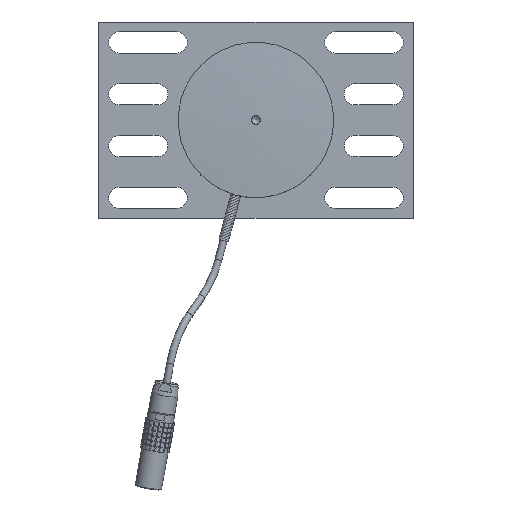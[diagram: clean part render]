
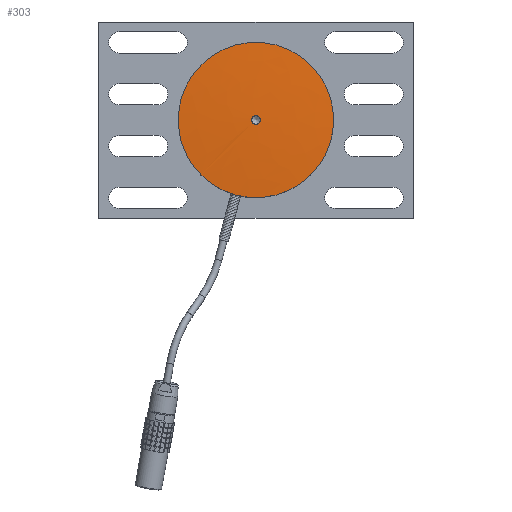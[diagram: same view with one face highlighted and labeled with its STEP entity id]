
A CAD part, top view. The second image highlights one B-rep face of the part: STEP entity #303.
In plain terms, the highlighted free-form (B-spline) face has degree [2, 2] with [3, 9] control points.
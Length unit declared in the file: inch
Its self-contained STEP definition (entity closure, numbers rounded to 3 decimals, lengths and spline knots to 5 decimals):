
#169=CARTESIAN_POINT('',(6.52311,4.49213,0.99));
#170=VERTEX_POINT('',#169);
#171=CARTESIAN_POINT('',(6.52311,4.49213,0.0));
#172=DIRECTION('',(0.0,-1.0,0.0));
#173=DIRECTION('',(1.0,0.0,0.0));
#174=AXIS2_PLACEMENT_3D('',#171,#172,#173);
#175=CIRCLE('',#174,0.99);
#176=EDGE_CURVE('',#170,#170,#175,.T.);
#254=CARTESIAN_POINT('',(5.53311,4.49213,0.));
#255=CARTESIAN_POINT('',(6.0004,4.51857,0.));
#256=CARTESIAN_POINT('',(6.46841,4.52312,0.));
#257=CARTESIAN_POINT('',(5.53311,4.49213,-0.99));
#258=CARTESIAN_POINT('',(6.0004,4.51857,-0.52271));
#259=CARTESIAN_POINT('',(6.46841,4.52312,-0.0547));
#260=CARTESIAN_POINT('',(6.52311,4.49213,-0.99));
#261=CARTESIAN_POINT('',(6.52311,4.51857,-0.52271));
#262=CARTESIAN_POINT('',(6.52311,4.52312,-0.0547));
#263=CARTESIAN_POINT('',(7.51311,4.49213,-0.99));
#264=CARTESIAN_POINT('',(7.04582,4.51857,-0.52271));
#265=CARTESIAN_POINT('',(6.57781,4.52312,-0.0547));
#266=CARTESIAN_POINT('',(7.51311,4.49213,0.));
#267=CARTESIAN_POINT('',(7.04582,4.51857,0.));
#268=CARTESIAN_POINT('',(6.57781,4.52312,0.));
#269=CARTESIAN_POINT('',(7.51311,4.49213,0.99));
#270=CARTESIAN_POINT('',(7.04582,4.51857,0.52271));
#271=CARTESIAN_POINT('',(6.57781,4.52312,0.0547));
#272=CARTESIAN_POINT('',(6.52311,4.49213,0.99));
#273=CARTESIAN_POINT('',(6.52311,4.51857,0.52271));
#274=CARTESIAN_POINT('',(6.52311,4.52312,0.0547));
#275=CARTESIAN_POINT('',(5.53311,4.49213,0.99));
#276=CARTESIAN_POINT('',(6.0004,4.51857,0.52271));
#277=CARTESIAN_POINT('',(6.46841,4.52312,0.0547));
#278=CARTESIAN_POINT('',(5.53311,4.49213,0.));
#279=CARTESIAN_POINT('',(6.0004,4.51857,0.));
#280=CARTESIAN_POINT('',(6.46841,4.52312,0.));
#288=(BOUNDED_SURFACE()B_SPLINE_SURFACE(2,2,((#254,#257,#260,#263,#266,#269,#272,#275,#278),(#255,#258,#261,#264,#267,#270,#273,#276,#279),(#256,#259,#262,#265,#268,#271,#274,#277,#280)),.UNSPECIFIED.,.F.,.T.,.U.)B_SPLINE_SURFACE_WITH_KNOTS((3,3),(3,2,2,2,3),(1.51428,1.56107),(0.0,1.5708,3.14159,4.71239,6.28319),.UNSPECIFIED.)GEOMETRIC_REPRESENTATION_ITEM()RATIONAL_B_SPLINE_SURFACE(((1.0,0.707,1.0,0.707,1.0,0.707,1.0,0.707,1.0),(1.,0.707,1.,0.707,1.,0.707,1.,0.707,1.),(1.0,0.707,1.0,0.707,1.0,0.707,1.0,0.707,1.0)))REPRESENTATION_ITEM('')SURFACE());
#289=CARTESIAN_POINT('',(6.52311,4.52312,0.0547));
#290=VERTEX_POINT('',#289);
#291=CARTESIAN_POINT('',(6.52311,4.52312,0.0));
#292=DIRECTION('',(0.0,-1.0,0.0));
#293=DIRECTION('',(0.0,0.0,-1.0));
#294=AXIS2_PLACEMENT_3D('',#291,#292,#293);
#295=CIRCLE('',#294,0.0547);
#296=EDGE_CURVE('',#290,#290,#295,.T.);
#297=ORIENTED_EDGE('',*,*,#296,.T.);
#298=EDGE_LOOP('',(#297));
#299=FACE_OUTER_BOUND('',#298,.T.);
#300=ORIENTED_EDGE('',*,*,#176,.F.);
#301=EDGE_LOOP('',(#300));
#302=FACE_BOUND('',#301,.T.);
#303=ADVANCED_FACE('',(#299,#302),#288,.T.);
